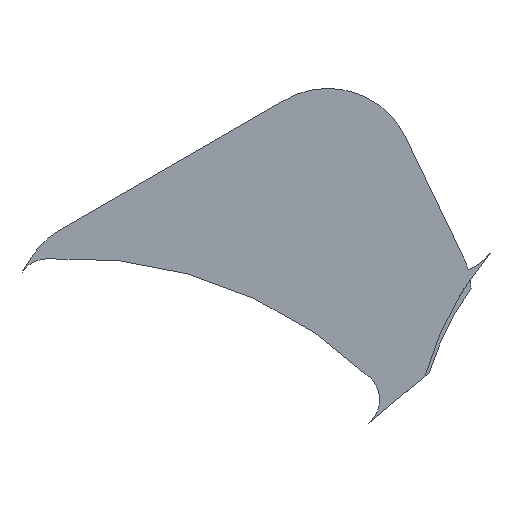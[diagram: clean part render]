
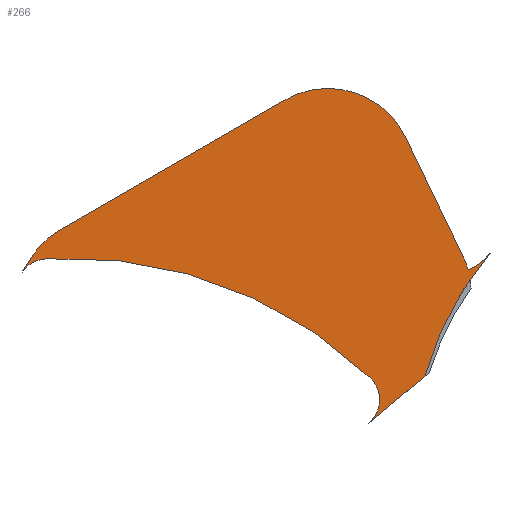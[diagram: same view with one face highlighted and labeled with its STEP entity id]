
A CAD part, front view. The second image highlights one B-rep face of the part: STEP entity #266.
In plain terms, the highlighted planar face has unit normal (0, -1, 0).
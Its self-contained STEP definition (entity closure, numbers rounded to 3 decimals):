
#221=LINE('',#675,#241);
#226=LINE('',#685,#246);
#231=LINE('',#709,#251);
#241=VECTOR('',#574,1.);
#246=VECTOR('',#581,1.);
#251=VECTOR('',#608,1.);
#266=ADVANCED_FACE('',(#290),#276,.F.);
#276=PLANE('',#532);
#290=FACE_OUTER_BOUND('',#307,.T.);
#307=EDGE_LOOP('',(#372,#373,#374,#375,#376,#377,#378,#379,#380,#381,#382,
#383));
#372=ORIENTED_EDGE('',*,*,#468,.F.);
#373=ORIENTED_EDGE('',*,*,#469,.F.);
#374=ORIENTED_EDGE('',*,*,#470,.F.);
#375=ORIENTED_EDGE('',*,*,#451,.T.);
#376=ORIENTED_EDGE('',*,*,#466,.T.);
#377=ORIENTED_EDGE('',*,*,#464,.T.);
#378=ORIENTED_EDGE('',*,*,#439,.T.);
#379=ORIENTED_EDGE('',*,*,#446,.T.);
#380=ORIENTED_EDGE('',*,*,#444,.T.);
#381=ORIENTED_EDGE('',*,*,#463,.T.);
#382=ORIENTED_EDGE('',*,*,#462,.T.);
#383=ORIENTED_EDGE('',*,*,#459,.T.);
#408=VERTEX_POINT('',#660);
#409=VERTEX_POINT('',#662);
#411=VERTEX_POINT('',#667);
#413=VERTEX_POINT('',#671);
#415=VERTEX_POINT('',#679);
#417=VERTEX_POINT('',#684);
#423=VERTEX_POINT('',#700);
#424=VERTEX_POINT('',#702);
#425=VERTEX_POINT('',#706);
#426=VERTEX_POINT('',#712);
#427=VERTEX_POINT('',#719);
#428=VERTEX_POINT('',#721);
#439=EDGE_CURVE('',#409,#408,#480,.T.);
#444=EDGE_CURVE('',#411,#413,#482,.T.);
#446=EDGE_CURVE('',#408,#411,#221,.T.);
#451=EDGE_CURVE('',#415,#417,#226,.T.);
#459=EDGE_CURVE('',#424,#423,#488,.T.);
#462=EDGE_CURVE('',#425,#424,#489,.T.);
#463=EDGE_CURVE('',#413,#425,#231,.T.);
#464=EDGE_CURVE('',#426,#409,#490,.T.);
#466=EDGE_CURVE('',#417,#426,#491,.T.);
#468=EDGE_CURVE('',#427,#423,#493,.T.);
#469=EDGE_CURVE('',#428,#427,#494,.T.);
#470=EDGE_CURVE('',#415,#428,#495,.T.);
#480=CIRCLE('',#506,1.4);
#482=CIRCLE('',#509,1.4);
#488=CIRCLE('',#519,4.8);
#489=CIRCLE('',#521,1.2);
#490=CIRCLE('',#524,1.);
#491=CIRCLE('',#526,5.);
#493=CIRCLE('',#529,0.5);
#494=CIRCLE('',#530,7.);
#495=CIRCLE('',#531,0.5);
#506=AXIS2_PLACEMENT_3D('',#661,#560,#561);
#509=AXIS2_PLACEMENT_3D('',#672,#569,#570);
#519=AXIS2_PLACEMENT_3D('',#701,#598,#599);
#521=AXIS2_PLACEMENT_3D('',#707,#604,#605);
#524=AXIS2_PLACEMENT_3D('',#711,#611,#612);
#526=AXIS2_PLACEMENT_3D('',#715,#616,#617);
#529=AXIS2_PLACEMENT_3D('',#718,#622,#623);
#530=AXIS2_PLACEMENT_3D('',#720,#624,#625);
#531=AXIS2_PLACEMENT_3D('',#722,#626,#627);
#532=AXIS2_PLACEMENT_3D('',#723,#628,#629);
#560=DIRECTION('',(0.,-1.,0.));
#561=DIRECTION('',(0.901,0.,0.434));
#569=DIRECTION('',(0.,-1.,0.));
#570=DIRECTION('',(-0.5,0.,0.866));
#574=DIRECTION('',(-0.434,0.,0.901));
#581=DIRECTION('',(0.766,0.,0.643));
#598=DIRECTION('',(0.,1.,0.));
#599=DIRECTION('',(-0.885,0.,0.466));
#604=DIRECTION('',(0.,-1.,0.));
#605=DIRECTION('',(-0.699,0.,0.715));
#608=DIRECTION('',(-0.866,0.,-0.5));
#611=DIRECTION('',(0.,1.,0.));
#612=DIRECTION('',(-0.266,0.,-0.964));
#616=DIRECTION('',(0.,1.,0.));
#617=DIRECTION('',(1.,0.,0.));
#622=DIRECTION('',(0.,-1.,0.));
#623=DIRECTION('',(-1.,0.,0.));
#624=DIRECTION('',(0.,-1.,0.));
#625=DIRECTION('',(-1.,0.,0.));
#626=DIRECTION('',(0.,-1.,0.));
#627=DIRECTION('',(-1.,0.,0.));
#628=DIRECTION('',(0.,1.,0.));
#629=DIRECTION('',(0.,0.,-1.));
#660=CARTESIAN_POINT('',(-0.678,3.578,118.208));
#661=CARTESIAN_POINT('',(-1.94,3.578,117.601));
#662=CARTESIAN_POINT('',(-0.591,3.578,117.975));
#667=CARTESIAN_POINT('',(-1.603,3.578,120.128));
#671=CARTESIAN_POINT('',(-3.564,3.578,120.733));
#672=CARTESIAN_POINT('',(-2.864,3.578,119.521));
#675=CARTESIAN_POINT('',(3.78,3.578,108.951));
#679=CARTESIAN_POINT('',(-2.206,3.578,115.481));
#684=CARTESIAN_POINT('',(-1.287,3.578,116.253));
#685=CARTESIAN_POINT('',(-2.206,3.578,115.481));
#700=CARTESIAN_POINT('',(-7.833,3.578,117.94));
#701=CARTESIAN_POINT('',(-11.771,3.578,120.685));
#702=CARTESIAN_POINT('',(-7.669,3.578,118.193));
#706=CARTESIAN_POINT('',(-7.243,3.578,118.609));
#707=CARTESIAN_POINT('',(-6.643,3.578,117.57));
#709=CARTESIAN_POINT('',(-9.138,3.578,117.515));
#711=CARTESIAN_POINT('',(-0.99,3.578,118.892));
#712=CARTESIAN_POINT('',(-0.234,3.578,118.237));
#715=CARTESIAN_POINT('',(3.544,3.578,114.962));
#718=CARTESIAN_POINT('',(-7.423,3.578,117.654));
#719=CARTESIAN_POINT('',(-7.414,3.578,118.155));
#720=CARTESIAN_POINT('',(-7.021,3.578,111.167));
#721=CARTESIAN_POINT('',(-2.182,3.578,116.225));
#722=CARTESIAN_POINT('',(-2.528,3.578,115.864));
#723=CARTESIAN_POINT('',(1.011,3.578,96.213));
